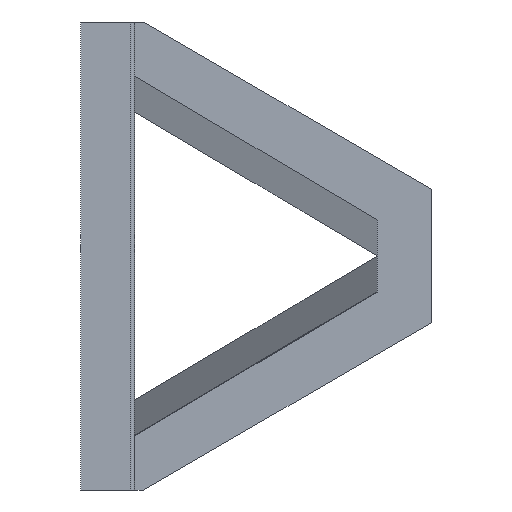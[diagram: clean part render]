
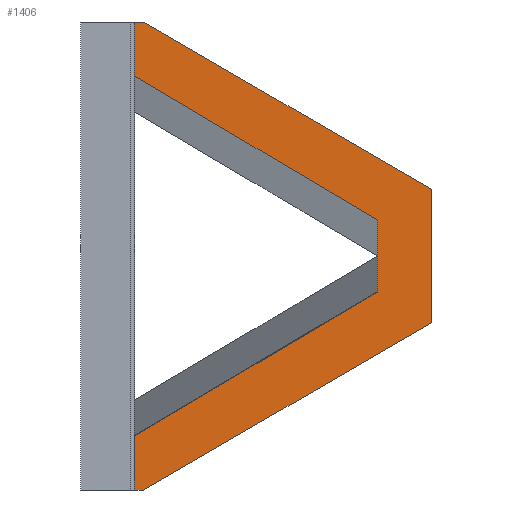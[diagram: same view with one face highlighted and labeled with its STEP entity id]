
A CAD part, left-side view. The second image highlights one B-rep face of the part: STEP entity #1406.
In plain terms, the highlighted planar face has unit normal (-1, 0, 0).
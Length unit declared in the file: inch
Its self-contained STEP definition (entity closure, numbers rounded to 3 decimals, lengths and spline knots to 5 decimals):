
#23 = CARTESIAN_POINT ( 'NONE',  ( -17.4375, 6.75, 5. ) ) ;
#36 = VECTOR ( 'NONE', #2568, 39.37008 ) ;
#51 = EDGE_CURVE ( 'NONE', #2026, #1679, #96, .T. ) ;
#96 = LINE ( 'NONE', #700, #964 ) ;
#105 = PLANE ( 'NONE',  #1065 ) ;
#124 = DIRECTION ( 'NONE',  ( 0., 0., 1. ) ) ;
#132 = EDGE_CURVE ( 'NONE', #1542, #1495, #1790, .T. ) ;
#244 = DIRECTION ( 'NONE',  ( 0., 0.865, -0.502 ) ) ;
#258 = EDGE_CURVE ( 'NONE', #755, #1679, #1552, .T. ) ;
#289 = VECTOR ( 'NONE', #510, 39.37008 ) ;
#303 = ORIENTED_EDGE ( 'NONE', *, *, #2490, .F. ) ;
#319 = DIRECTION ( 'NONE',  ( -1., 0., 0. ) ) ;
#329 = LINE ( 'NONE', #538, #36 ) ;
#355 = EDGE_CURVE ( 'NONE', #755, #2362, #672, .T. ) ;
#358 = ORIENTED_EDGE ( 'NONE', *, *, #355, .F. ) ;
#378 = CARTESIAN_POINT ( 'NONE',  ( -17.4375, 6.75, 6.5 ) ) ;
#409 = VECTOR ( 'NONE', #1657, 39.37008 ) ;
#491 = ORIENTED_EDGE ( 'NONE', *, *, #51, .F. ) ;
#510 = DIRECTION ( 'NONE',  ( 0., 1., 0. ) ) ;
#538 = CARTESIAN_POINT ( 'NONE',  ( -17.4375, 0., 1. ) ) ;
#570 = VECTOR ( 'NONE', #1486, 39.37008 ) ;
#672 = LINE ( 'NONE', #2493, #570 ) ;
#700 = CARTESIAN_POINT ( 'NONE',  ( -17.4375, 6.75, 6.5 ) ) ;
#708 = VECTOR ( 'NONE', #1334, 39.37008 ) ;
#713 = EDGE_CURVE ( 'NONE', #1516, #2026, #2102, .T. ) ;
#730 = ORIENTED_EDGE ( 'NONE', *, *, #713, .F. ) ;
#737 = CARTESIAN_POINT ( 'NONE',  ( -17.4375, 6.75, 6.5 ) ) ;
#755 = VERTEX_POINT ( 'NONE', #1861 ) ;
#767 = VERTEX_POINT ( 'NONE', #2414 ) ;
#801 = CARTESIAN_POINT ( 'NONE',  ( -17.4375, 6.5, -6.5 ) ) ;
#813 = DIRECTION ( 'NONE',  ( 0., 0.86, -0.51 ) ) ;
#849 = CARTESIAN_POINT ( 'NONE',  ( -17.4375, -35.50023, 6.5 ) ) ;
#964 = VECTOR ( 'NONE', #2164, 39.37008 ) ;
#1058 = CARTESIAN_POINT ( 'NONE',  ( -17.4375, 0., -1. ) ) ;
#1065 = AXIS2_PLACEMENT_3D ( 'NONE', #2137, #319, #124 ) ;
#1115 = ORIENTED_EDGE ( 'NONE', *, *, #2005, .T. ) ;
#1184 = EDGE_LOOP ( 'NONE', ( #1258, #2183, #1416, #2389, #358, #2370, #491, #730, #303, #1115 ) ) ;
#1258 = ORIENTED_EDGE ( 'NONE', *, *, #2406, .T. ) ;
#1279 = CARTESIAN_POINT ( 'NONE',  ( -17.4375, 0., 1. ) ) ;
#1334 = DIRECTION ( 'NONE',  ( 0., 0., 1. ) ) ;
#1345 = CARTESIAN_POINT ( 'NONE',  ( -17.4375, 6.75, -6.5 ) ) ;
#1367 = LINE ( 'NONE', #2165, #708 ) ;
#1406 = ADVANCED_FACE ( 'NONE', ( #1707 ), #105, .T. ) ;
#1412 = CARTESIAN_POINT ( 'NONE',  ( -17.4375, -1.18363, 2.03841 ) ) ;
#1416 = ORIENTED_EDGE ( 'NONE', *, *, #132, .F. ) ;
#1425 = CARTESIAN_POINT ( 'NONE',  ( -17.4375, 6.5, 6.5 ) ) ;
#1486 = DIRECTION ( 'NONE',  ( 0., 0., 1. ) ) ;
#1495 = VERTEX_POINT ( 'NONE', #737 ) ;
#1506 = CARTESIAN_POINT ( 'NONE',  ( -17.4375, -35.50023, -6.5 ) ) ;
#1514 = CARTESIAN_POINT ( 'NONE',  ( -17.4375, 6.75, -5. ) ) ;
#1516 = VERTEX_POINT ( 'NONE', #801 ) ;
#1542 = VERTEX_POINT ( 'NONE', #23 ) ;
#1552 = LINE ( 'NONE', #1058, #2270 ) ;
#1657 = DIRECTION ( 'NONE',  ( 0., 1., 0. ) ) ;
#1679 = VERTEX_POINT ( 'NONE', #1514 ) ;
#1687 = LINE ( 'NONE', #1412, #2118 ) ;
#1707 = FACE_OUTER_BOUND ( 'NONE', #1184, .T. ) ;
#1790 = LINE ( 'NONE', #378, #1846 ) ;
#1846 = VECTOR ( 'NONE', #2569, 39.37008 ) ;
#1861 = CARTESIAN_POINT ( 'NONE',  ( -17.4375, 0., -1. ) ) ;
#1876 = VERTEX_POINT ( 'NONE', #2171 ) ;
#2005 = EDGE_CURVE ( 'NONE', #1876, #767, #1367, .T. ) ;
#2026 = VERTEX_POINT ( 'NONE', #1345 ) ;
#2067 = LINE ( 'NONE', #2464, #2436 ) ;
#2102 = LINE ( 'NONE', #1506, #289 ) ;
#2118 = VECTOR ( 'NONE', #2222, 39.37008 ) ;
#2137 = CARTESIAN_POINT ( 'NONE',  ( -17.4375, -35.50023, 6.5 ) ) ;
#2164 = DIRECTION ( 'NONE',  ( 0., 0., 1. ) ) ;
#2165 = CARTESIAN_POINT ( 'NONE',  ( -17.4375, -1.5, 0. ) ) ;
#2171 = CARTESIAN_POINT ( 'NONE',  ( -17.4375, -1.5, -1.85471 ) ) ;
#2183 = ORIENTED_EDGE ( 'NONE', *, *, #2373, .T. ) ;
#2222 = DIRECTION ( 'NONE',  ( 0., 0.865, 0.502 ) ) ;
#2270 = VECTOR ( 'NONE', #813, 39.37008 ) ;
#2291 = VERTEX_POINT ( 'NONE', #1425 ) ;
#2362 = VERTEX_POINT ( 'NONE', #1279 ) ;
#2370 = ORIENTED_EDGE ( 'NONE', *, *, #258, .T. ) ;
#2373 = EDGE_CURVE ( 'NONE', #2291, #1495, #2453, .T. ) ;
#2389 = ORIENTED_EDGE ( 'NONE', *, *, #2566, .F. ) ;
#2406 = EDGE_CURVE ( 'NONE', #767, #2291, #1687, .T. ) ;
#2414 = CARTESIAN_POINT ( 'NONE',  ( -17.4375, -1.5, 1.85471 ) ) ;
#2436 = VECTOR ( 'NONE', #244, 39.37008 ) ;
#2453 = LINE ( 'NONE', #849, #409 ) ;
#2464 = CARTESIAN_POINT ( 'NONE',  ( -17.4375, -1.18363, -2.03841 ) ) ;
#2490 = EDGE_CURVE ( 'NONE', #1876, #1516, #2067, .T. ) ;
#2493 = CARTESIAN_POINT ( 'NONE',  ( -17.4375, 0., 0. ) ) ;
#2566 = EDGE_CURVE ( 'NONE', #2362, #1542, #329, .T. ) ;
#2568 = DIRECTION ( 'NONE',  ( 0., 0.86, 0.51 ) ) ;
#2569 = DIRECTION ( 'NONE',  ( 0., 0., 1. ) ) ;
